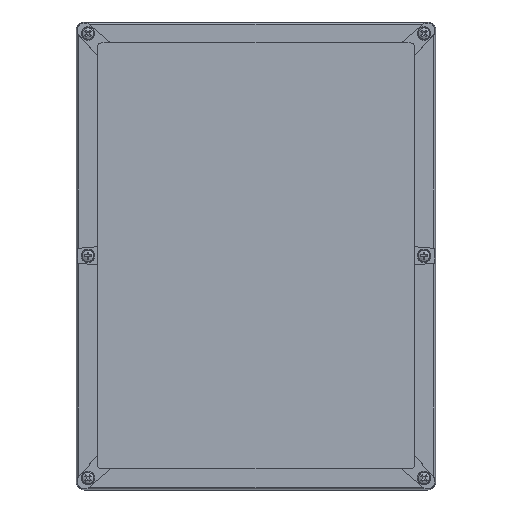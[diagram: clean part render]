
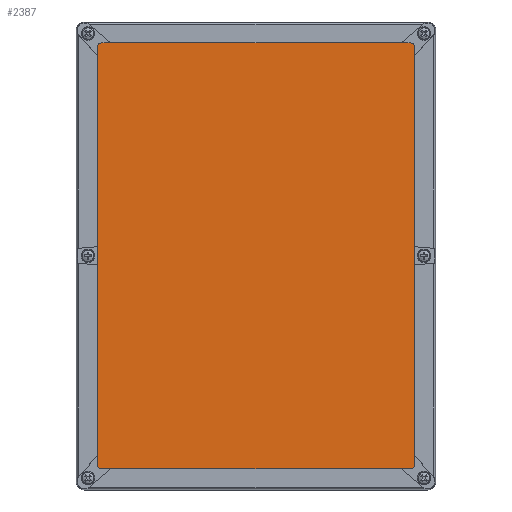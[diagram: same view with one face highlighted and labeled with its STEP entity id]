
A CAD part, top view. The second image highlights one B-rep face of the part: STEP entity #2387.
In plain terms, the highlighted planar face has unit normal (0, 0, 1).
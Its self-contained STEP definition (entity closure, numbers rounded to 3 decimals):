
#2387 = ADVANCED_FACE( '', ( #5119 ), #5120, .T. );
#5119 = FACE_OUTER_BOUND( '', #8109, .T. );
#5120 = PLANE( '', #8110 );
#8109 = EDGE_LOOP( '', ( #14902, #14903, #14904, #14905, #14906, #14907, #14908, #14909 ) );
#8110 = AXIS2_PLACEMENT_3D( '', #14910, #14911, #14912 );
#14902 = ORIENTED_EDGE( '', *, *, #18292, .T. );
#14903 = ORIENTED_EDGE( '', *, *, #19645, .T. );
#14904 = ORIENTED_EDGE( '', *, *, #18808, .T. );
#14905 = ORIENTED_EDGE( '', *, *, #19885, .T. );
#14906 = ORIENTED_EDGE( '', *, *, #17373, .T. );
#14907 = ORIENTED_EDGE( '', *, *, #19716, .T. );
#14908 = ORIENTED_EDGE( '', *, *, #19421, .T. );
#14909 = ORIENTED_EDGE( '', *, *, #19886, .T. );
#14910 = CARTESIAN_POINT( '', ( -99.5, -134.5, 28.7 ) );
#14911 = DIRECTION( '', ( 0., 0., 1. ) );
#14912 = DIRECTION( '', ( 1., 0., 0. ) );
#17373 = EDGE_CURVE( '', #20769, #20767, #20770, .T. );
#18292 = EDGE_CURVE( '', #22334, #22332, #22335, .T. );
#18808 = EDGE_CURVE( '', #23151, #23149, #23152, .T. );
#19421 = EDGE_CURVE( '', #24022, #24020, #24023, .T. );
#19645 = EDGE_CURVE( '', #22332, #23151, #24308, .T. );
#19716 = EDGE_CURVE( '', #20767, #24022, #24397, .T. );
#19885 = EDGE_CURVE( '', #23149, #20769, #24601, .T. );
#19886 = EDGE_CURVE( '', #24020, #22334, #24602, .T. );
#20767 = VERTEX_POINT( '', #25744 );
#20769 = VERTEX_POINT( '', #25747 );
#20770 = LINE( '', #25748, #25749 );
#22332 = VERTEX_POINT( '', #28081 );
#22334 = VERTEX_POINT( '', #28084 );
#22335 = LINE( '', #28085, #28086 );
#23149 = VERTEX_POINT( '', #29304 );
#23151 = VERTEX_POINT( '', #29307 );
#23152 = LINE( '', #29308, #29309 );
#24020 = VERTEX_POINT( '', #30597 );
#24022 = VERTEX_POINT( '', #30600 );
#24023 = LINE( '', #30601, #30602 );
#24308 = CIRCLE( '', #31047, 3. );
#24397 = CIRCLE( '', #31168, 3. );
#24601 = CIRCLE( '', #31482, 3. );
#24602 = CIRCLE( '', #31483, 3. );
#25744 = CARTESIAN_POINT( '', ( 102.5, 134.5, 28.7 ) );
#25747 = CARTESIAN_POINT( '', ( 102.5, -134.5, 28.7 ) );
#25748 = CARTESIAN_POINT( '', ( 102.5, -134.5, 28.7 ) );
#25749 = VECTOR( '', #32432, 1000. );
#28081 = CARTESIAN_POINT( '', ( -102.5, -134.5, 28.7 ) );
#28084 = CARTESIAN_POINT( '', ( -102.5, 134.5, 28.7 ) );
#28085 = CARTESIAN_POINT( '', ( -102.5, 134.5, 28.7 ) );
#28086 = VECTOR( '', #33660, 1000. );
#29304 = CARTESIAN_POINT( '', ( 99.5, -137.5, 28.7 ) );
#29307 = CARTESIAN_POINT( '', ( -99.5, -137.5, 28.7 ) );
#29308 = CARTESIAN_POINT( '', ( -99.5, -137.5, 28.7 ) );
#29309 = VECTOR( '', #34294, 1000. );
#30597 = CARTESIAN_POINT( '', ( -99.5, 137.5, 28.7 ) );
#30600 = CARTESIAN_POINT( '', ( 99.5, 137.5, 28.7 ) );
#30601 = CARTESIAN_POINT( '', ( 99.5, 137.5, 28.7 ) );
#30602 = VECTOR( '', #34993, 1000. );
#31047 = AXIS2_PLACEMENT_3D( '', #35246, #35247, #35248 );
#31168 = AXIS2_PLACEMENT_3D( '', #35326, #35327, #35328 );
#31482 = AXIS2_PLACEMENT_3D( '', #35485, #35486, #35487 );
#31483 = AXIS2_PLACEMENT_3D( '', #35488, #35489, #35490 );
#32432 = DIRECTION( '', ( 0., 1., 0. ) );
#33660 = DIRECTION( '', ( 0., -1., 0. ) );
#34294 = DIRECTION( '', ( 1., 0., 0. ) );
#34993 = DIRECTION( '', ( -1., 0., 0. ) );
#35246 = CARTESIAN_POINT( '', ( -99.5, -134.5, 28.7 ) );
#35247 = DIRECTION( '', ( 0., 0., 1. ) );
#35248 = DIRECTION( '', ( 1., 0., 0. ) );
#35326 = CARTESIAN_POINT( '', ( 99.5, 134.5, 28.7 ) );
#35327 = DIRECTION( '', ( 0., 0., 1. ) );
#35328 = DIRECTION( '', ( 1., 0., 0. ) );
#35485 = CARTESIAN_POINT( '', ( 99.5, -134.5, 28.7 ) );
#35486 = DIRECTION( '', ( 0., 0., 1. ) );
#35487 = DIRECTION( '', ( 1., 0., 0. ) );
#35488 = CARTESIAN_POINT( '', ( -99.5, 134.5, 28.7 ) );
#35489 = DIRECTION( '', ( 0., 0., 1. ) );
#35490 = DIRECTION( '', ( 1., 0., 0. ) );
